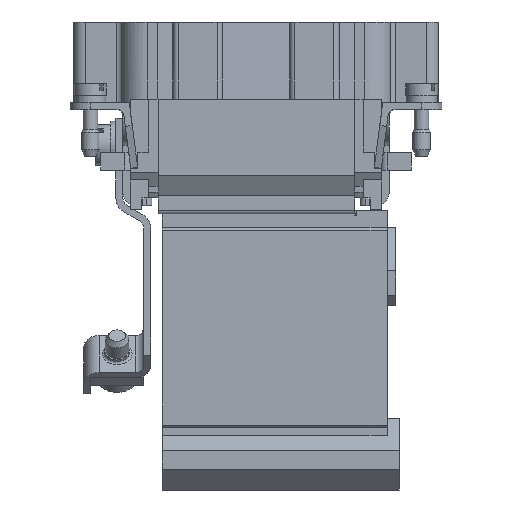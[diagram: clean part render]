
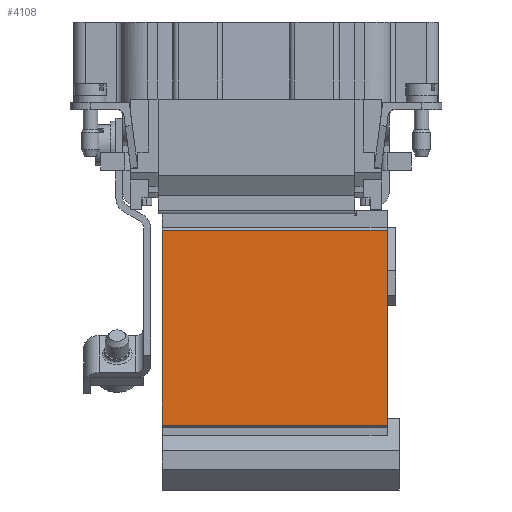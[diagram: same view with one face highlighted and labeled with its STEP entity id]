
A CAD part, front view. The second image highlights one B-rep face of the part: STEP entity #4108.
In plain terms, the highlighted planar face has unit normal (0, -1, 0).
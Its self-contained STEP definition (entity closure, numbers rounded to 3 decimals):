
#4108=ADVANCED_FACE('',(#5954),#5151,.T.);
#5151=PLANE('',#25072);
#5954=FACE_OUTER_BOUND('',#6896,.T.);
#6896=EDGE_LOOP('',(#9409,#9410,#9411,#9412));
#9409=ORIENTED_EDGE('',*,*,#16577,.F.);
#9410=ORIENTED_EDGE('',*,*,#16284,.T.);
#9411=ORIENTED_EDGE('',*,*,#16575,.T.);
#9412=ORIENTED_EDGE('',*,*,#16578,.F.);
#14362=VERTEX_POINT('',#33462);
#14363=VERTEX_POINT('',#33464);
#14605=VERTEX_POINT('',#34191);
#14606=VERTEX_POINT('',#34195);
#16284=EDGE_CURVE('',#14363,#14362,#19847,.T.);
#16575=EDGE_CURVE('',#14362,#14605,#20101,.T.);
#16577=EDGE_CURVE('',#14363,#14606,#20103,.T.);
#16578=EDGE_CURVE('',#14606,#14605,#20104,.T.);
#19847=LINE('',#33463,#22028);
#20101=LINE('',#34190,#22282);
#20103=LINE('',#34194,#22284);
#20104=LINE('',#34196,#22285);
#22028=VECTOR('',#27085,1.);
#22282=VECTOR('',#27463,1.);
#22284=VECTOR('',#27467,1.);
#22285=VECTOR('',#27468,1.);
#25072=AXIS2_PLACEMENT_3D('',#34197,#27469,#27470);
#27085=DIRECTION('',(0.,0.,-1.));
#27463=DIRECTION('',(1.,0.,0.));
#27467=DIRECTION('',(1.,0.,0.));
#27468=DIRECTION('',(0.,0.,-1.));
#27469=DIRECTION('',(0.,-1.,0.));
#27470=DIRECTION('',(0.,0.,1.));
#33462=CARTESIAN_POINT('',(-16.15,-16.9,-54.269));
#33463=CARTESIAN_POINT('',(-16.15,-16.9,-20.769));
#33464=CARTESIAN_POINT('',(-16.15,-16.9,-20.769));
#34190=CARTESIAN_POINT('',(17.35,-16.9,-54.269));
#34191=CARTESIAN_POINT('',(22.55,-16.9,-54.269));
#34194=CARTESIAN_POINT('',(22.55,-16.9,-20.769));
#34195=CARTESIAN_POINT('',(22.55,-16.9,-20.769));
#34196=CARTESIAN_POINT('',(22.55,-16.9,-20.769));
#34197=CARTESIAN_POINT('',(22.55,-16.9,-55.769));
